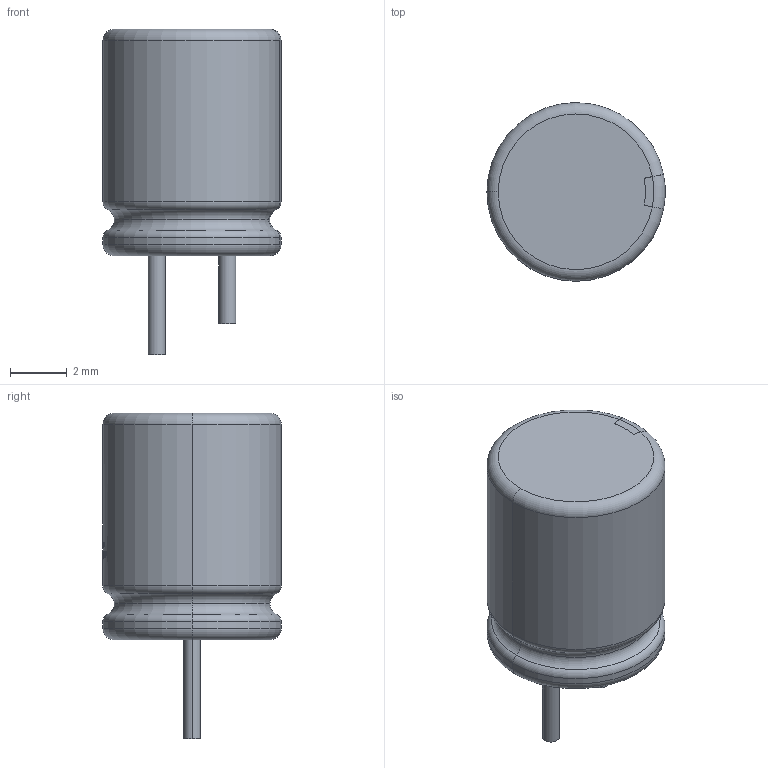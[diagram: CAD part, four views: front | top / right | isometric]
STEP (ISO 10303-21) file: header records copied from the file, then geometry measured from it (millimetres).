
FILE_DESCRIPTION (( 'STEP AP214' ), '1' );
FILE_NAME ('CAP-TH_BD6.3-P2.50-D0.6-FD.step', '2022-07-01T07:26:14', ( '' ), ( '' ), 'SwSTEP 2.0', 'SolidWorks 2020', '' );
FILE_SCHEMA (( 'AUTOMOTIVE_DESIGN' ));
Length unit declared in the file: millimetre
Products named in the file (1): CAP-TH_BD6.3-P2.50-D0.6-FD
Bounding box: 6.29 x 6.3 x 11.5 mm (x, y, z)
Volume: 242.9 mm3; surface area: 267.6 mm2
Topology: 3 solids, 3 shells, 268 faces, 717 edges, 475 vertices
Faces by surface type: plane 119, bspline 98, cylinder 33, torus 18
Entity records: 13124 total; most frequent: CARTESIAN_POINT 4700, ORIENTED_EDGE 1434, DIRECTION 722, EDGE_CURVE 717, VERTEX_POINT 475, EDGE_LOOP 288, UNCERTAINTY_MEASURE_WITH_UNIT 270, SURFACE_SIDE_STYLE 269
